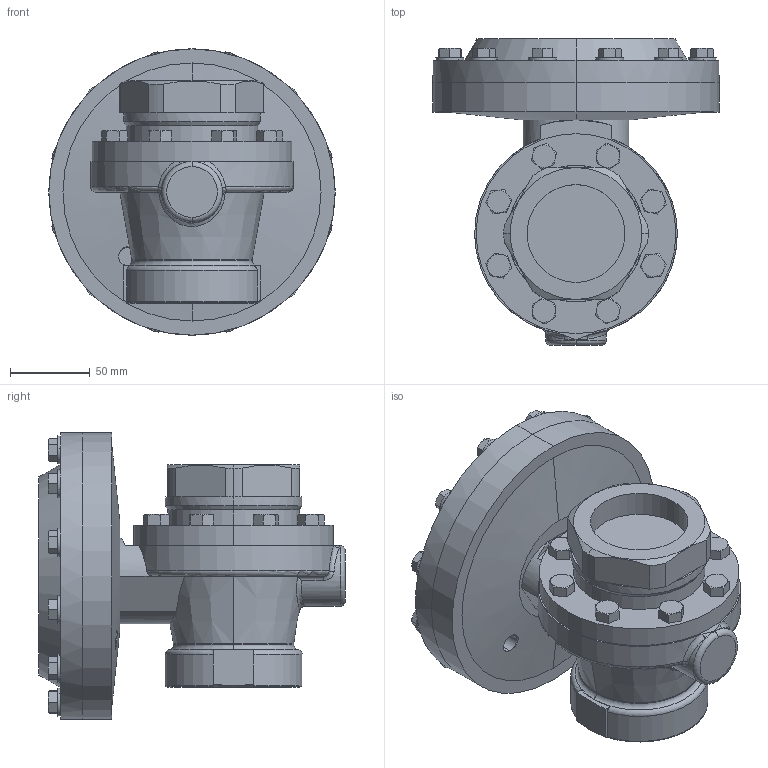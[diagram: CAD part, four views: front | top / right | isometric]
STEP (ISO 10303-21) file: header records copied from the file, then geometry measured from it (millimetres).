
FILE_DESCRIPTION (( 'STEP AP203' ), '1' );
FILE_NAME ('56-200-CS+S6-SW.step', '2017-10-04T15:19:43', ( '' ), ( '' ), 'SwSTEP 2.0', 'SolidWorks 2014', '' );
FILE_SCHEMA (( 'CONFIG_CONTROL_DESIGN' ));
Length unit declared in the file: inch
Products named in the file (1): 56-200-CS+S6-SW
Bounding box: 179.32 x 191.86 x 179.32 mm (x, y, z)
Volume: 2054114.8 mm3; surface area: 152274.8 mm2
Topology: 1 solids, 1 shells, 425 faces, 1001 edges, 607 vertices
Faces by surface type: plane 209, cone 135, cylinder 61, torus 13, bspline 7
Entity records: 13988 total; most frequent: CARTESIAN_POINT 4534, ORIENTED_EDGE 2002, DIRECTION 1887, EDGE_CURVE 1001, AXIS2_PLACEMENT_3D 763, VERTEX_POINT 607, EDGE_LOOP 454, ADVANCED_FACE 425
